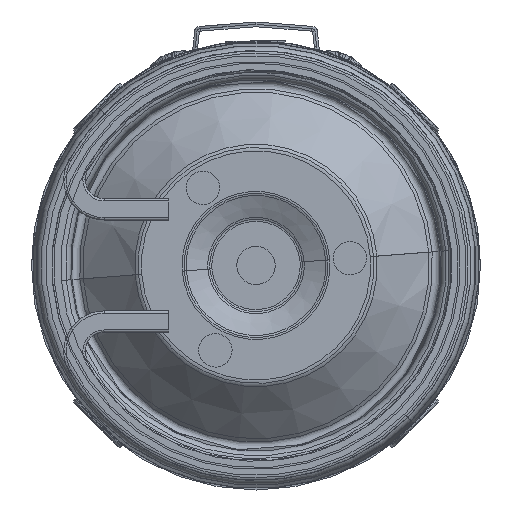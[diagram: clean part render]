
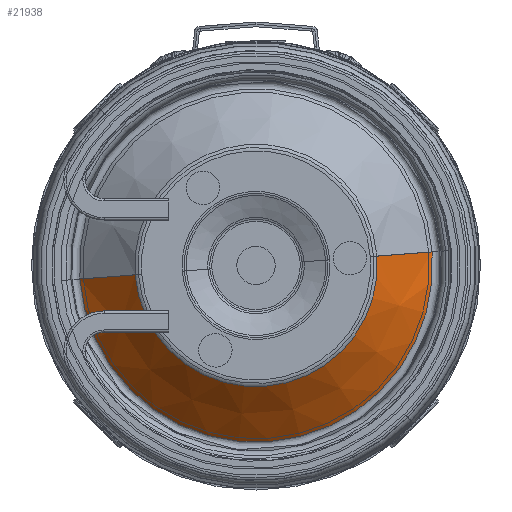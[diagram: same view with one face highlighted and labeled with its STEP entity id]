
A CAD part, front view. The second image highlights one B-rep face of the part: STEP entity #21938.
In plain terms, the highlighted conical face has half-angle 46.546 degrees and reference radius 25.375 mm.
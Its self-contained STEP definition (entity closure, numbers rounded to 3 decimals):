
#522 = CARTESIAN_POINT ( 'NONE',  ( 0., 11.526, 0. ) ) ;
#1366 = EDGE_LOOP ( 'NONE', ( #33413, #26294, #33340, #26878 ) ) ;
#1698 = EDGE_CURVE ( 'NONE', #35041, #12290, #14844, .T. ) ;
#4039 = CIRCLE ( 'NONE', #27070, 36.962 ) ;
#4079 = VERTEX_POINT ( 'NONE', #25804 ) ;
#4478 = CARTESIAN_POINT ( 'NONE',  ( 0., 0.548, 0. ) ) ;
#4650 = DIRECTION ( 'NONE',  ( 0., 0., 1. ) ) ;
#7855 = CARTESIAN_POINT ( 'NONE',  ( 0., 0.548, 0. ) ) ;
#9078 = AXIS2_PLACEMENT_3D ( 'NONE', #4478, #31952, #38357 ) ;
#11802 = EDGE_CURVE ( 'NONE', #4079, #39600, #4039, .T. ) ;
#12290 = VERTEX_POINT ( 'NONE', #29104 ) ;
#12734 = DIRECTION ( 'NONE',  ( 0., 0., 1. ) ) ;
#13050 = CARTESIAN_POINT ( 'NONE',  ( 0., 0.548, -25.376 ) ) ;
#13107 = FACE_OUTER_BOUND ( 'NONE', #1366, .T. ) ;
#14844 = CIRCLE ( 'NONE', #9078, 25.376 ) ;
#15798 = EDGE_CURVE ( 'NONE', #35041, #4079, #29059, .T. ) ;
#16557 = LINE ( 'NONE', #22192, #36411 ) ;
#21938 = ADVANCED_FACE ( 'NONE', ( #13107 ), #38937, .T. ) ;
#22192 = CARTESIAN_POINT ( 'NONE',  ( 0., 0.548, 25.376 ) ) ;
#22307 = AXIS2_PLACEMENT_3D ( 'NONE', #7855, #34738, #4650 ) ;
#23778 = EDGE_CURVE ( 'NONE', #12290, #39600, #16557, .T. ) ;
#25071 = VECTOR ( 'NONE', #25279, 1000. ) ;
#25279 = DIRECTION ( 'NONE',  ( 0., 0.688, -0.726 ) ) ;
#25804 = CARTESIAN_POINT ( 'NONE',  ( 0., 11.526, -36.962 ) ) ;
#26294 = ORIENTED_EDGE ( 'NONE', *, *, #1698, .T. ) ;
#26878 = ORIENTED_EDGE ( 'NONE', *, *, #11802, .F. ) ;
#27070 = AXIS2_PLACEMENT_3D ( 'NONE', #522, #33783, #12734 ) ;
#29059 = LINE ( 'NONE', #13050, #25071 ) ;
#29104 = CARTESIAN_POINT ( 'NONE',  ( 0., 0.548, 25.376 ) ) ;
#31952 = DIRECTION ( 'NONE',  ( 0., 1., 0. ) ) ;
#32835 = CARTESIAN_POINT ( 'NONE',  ( 0., 0.548, -25.376 ) ) ;
#33340 = ORIENTED_EDGE ( 'NONE', *, *, #23778, .T. ) ;
#33413 = ORIENTED_EDGE ( 'NONE', *, *, #15798, .F. ) ;
#33783 = DIRECTION ( 'NONE',  ( 0., 1., 0. ) ) ;
#34403 = DIRECTION ( 'NONE',  ( 0., 0.688, 0.726 ) ) ;
#34738 = DIRECTION ( 'NONE',  ( 0., 1., 0. ) ) ;
#35041 = VERTEX_POINT ( 'NONE', #32835 ) ;
#36411 = VECTOR ( 'NONE', #34403, 1000. ) ;
#38210 = CARTESIAN_POINT ( 'NONE',  ( 0., 11.526, 36.962 ) ) ;
#38357 = DIRECTION ( 'NONE',  ( 0., 0., 1. ) ) ;
#38937 = CONICAL_SURFACE ( 'NONE', #22307, 25.376, 0.812 ) ;
#39600 = VERTEX_POINT ( 'NONE', #38210 ) ;
